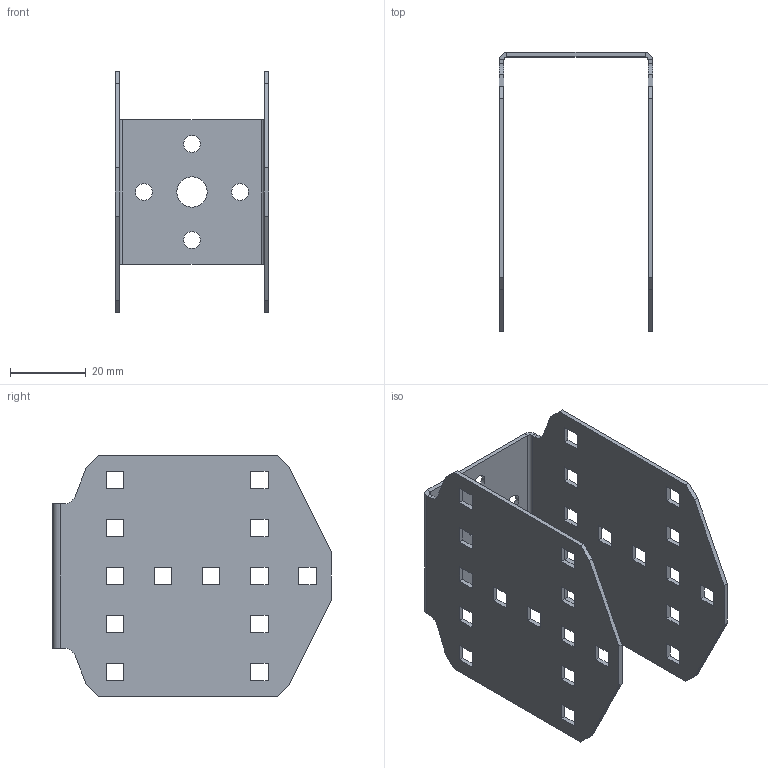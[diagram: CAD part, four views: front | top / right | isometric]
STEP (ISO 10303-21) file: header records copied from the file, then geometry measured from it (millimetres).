
FILE_DESCRIPTION(/* description */ (''),/* implementation_level */ '2;1');
FILE_NAME(/* name */ 'VL-SWERVE-01-BRACKET RevA.stp',/* time_stamp */ '2018-05-05T10:13:47-07:00',/* author */ ('Steven'),/* organization */ (''),/* preprocessor_version */ 'ST-DEVELOPER v16.5',/* originating_system */ 'Autodesk Inventor 2017',/* authorisation */ '');
FILE_SCHEMA (('AUTOMOTIVE_DESIGN { 1 0 10303 214 3 1 1 }'));
Length unit declared in the file: inch
Products named in the file (1): VL-SWERVE-01-BRACKET RevA
Bounding box: 40.44 x 73.66 x 63.5 mm (x, y, z)
Volume: 10561.9 mm3; surface area: 19300.1 mm2
Topology: 1 solids, 1 shells, 155 faces, 443 edges, 290 vertices
Faces by surface type: plane 142, cylinder 13
Full cylindrical faces by diameter (mm): 4.445 x4, 8.001 x1
Entity records: 5086 total; most frequent: CARTESIAN_POINT 884, ORIENTED_EDGE 876, DIRECTION 776, EDGE_CURVE 438, LINE 412, VECTOR 412, VERTEX_POINT 290, EDGE_LOOP 222
